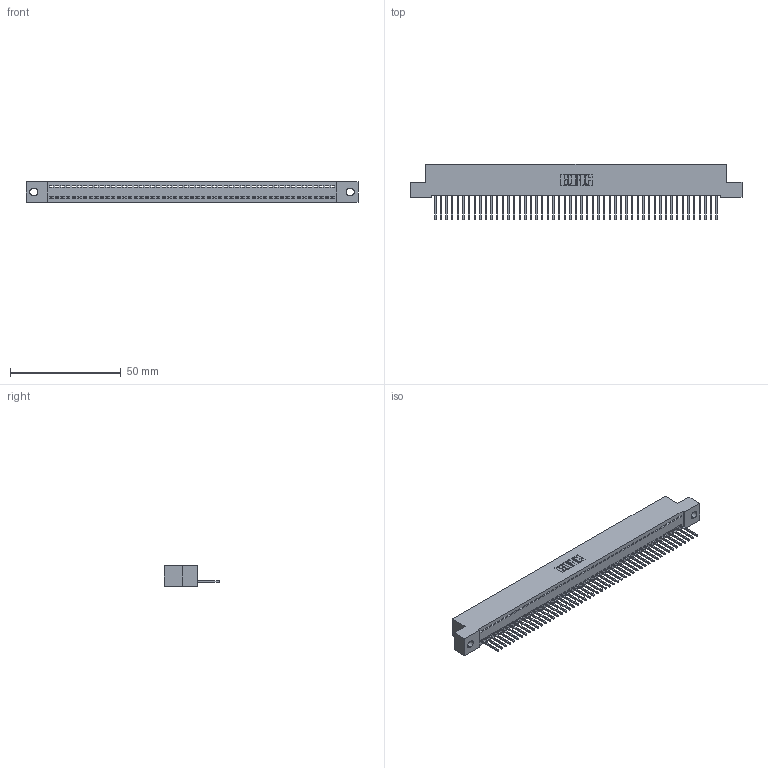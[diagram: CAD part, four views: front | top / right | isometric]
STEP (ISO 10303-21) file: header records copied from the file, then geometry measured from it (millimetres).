
FILE_DESCRIPTION (( 'STEP AP203' ), '1' );
FILE_NAME ('342-051-523-102.STEP', '2018-08-12T20:47:51', ( '' ), ( '' ), 'SwSTEP 2.0', 'SolidWorks 2016', '' );
FILE_SCHEMA (( 'CONFIG_CONTROL_DESIGN' ));
Length unit declared in the file: inch
Products named in the file (3): 342-051-523-102; 342 Part_.128 Slot; 345-292-001_345-293-123
Assembly tree (52 placements, depth 2):
  342-051-523-102
    342 Part_.128 Slot
    345-292-001_345-293-123  x51
Bounding box: 149.86 x 25.15 x 9.4 mm (x, y, z)
Volume: 13101 mm3; surface area: 19214.5 mm2
Topology: 52 solids, 52 shells, 3072 faces, 9287 edges, 6122 vertices
Faces by surface type: plane 2212, cylinder 860
Entity records: 30035 total; most frequent: CARTESIAN_POINT 5187, ORIENTED_EDGE 5174, DIRECTION 4357, EDGE_CURVE 2587, VECTOR 2459, LINE 2459, VERTEX_POINT 1722, AXIS2_PLACEMENT_3D 949
